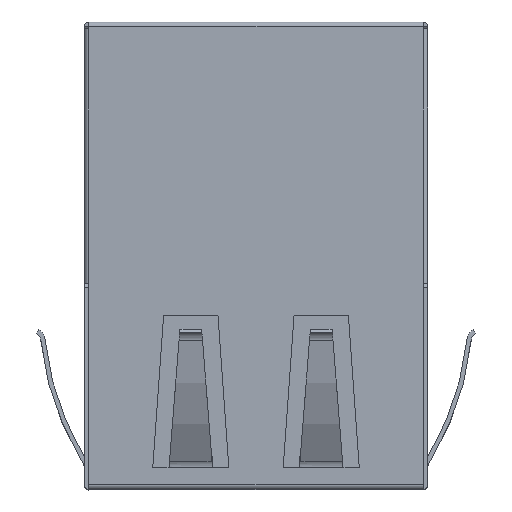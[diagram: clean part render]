
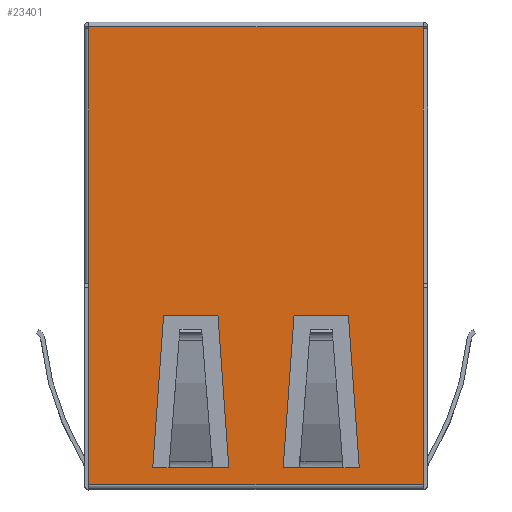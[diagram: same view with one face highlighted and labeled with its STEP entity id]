
A CAD part, top view. The second image highlights one B-rep face of the part: STEP entity #23401.
In plain terms, the highlighted planar face has unit normal (0, 0, 1).
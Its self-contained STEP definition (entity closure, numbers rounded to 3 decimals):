
#3377=ORIENTED_EDGE('',*,*,#7396,.F.);
#3378=ORIENTED_EDGE('',*,*,#7394,.F.);
#3379=ORIENTED_EDGE('',*,*,#7398,.F.);
#3380=ORIENTED_EDGE('',*,*,#7391,.F.);
#3381=ORIENTED_EDGE('',*,*,#7526,.F.);
#3382=ORIENTED_EDGE('',*,*,#7534,.T.);
#3383=ORIENTED_EDGE('',*,*,#7151,.F.);
#3384=ORIENTED_EDGE('',*,*,#7154,.F.);
#3385=ORIENTED_EDGE('',*,*,#7583,.F.);
#3386=ORIENTED_EDGE('',*,*,#7584,.F.);
#3387=ORIENTED_EDGE('',*,*,#7148,.F.);
#3388=ORIENTED_EDGE('',*,*,#7155,.F.);
#3389=ORIENTED_EDGE('',*,*,#7166,.T.);
#3390=ORIENTED_EDGE('',*,*,#7585,.F.);
#3391=ORIENTED_EDGE('',*,*,#7176,.T.);
#3392=ORIENTED_EDGE('',*,*,#7586,.T.);
#3393=ORIENTED_EDGE('',*,*,#7219,.T.);
#3394=ORIENTED_EDGE('',*,*,#7496,.T.);
#3395=ORIENTED_EDGE('',*,*,#7491,.T.);
#3396=ORIENTED_EDGE('',*,*,#7587,.F.);
#3397=ORIENTED_EDGE('',*,*,#7419,.F.);
#3398=ORIENTED_EDGE('',*,*,#7520,.F.);
#3399=ORIENTED_EDGE('',*,*,#7409,.T.);
#3400=ORIENTED_EDGE('',*,*,#7518,.F.);
#3401=ORIENTED_EDGE('',*,*,#7512,.T.);
#3402=ORIENTED_EDGE('',*,*,#7588,.F.);
#7148=EDGE_CURVE('',#9408,#9409,#11094,.T.);
#7151=EDGE_CURVE('',#9410,#9411,#11097,.T.);
#7154=EDGE_CURVE('',#9372,#9410,#11100,.T.);
#7155=EDGE_CURVE('',#9411,#9408,#11101,.T.);
#7166=EDGE_CURVE('',#9420,#9419,#11111,.T.);
#7176=EDGE_CURVE('',#9426,#9425,#11120,.T.);
#7219=EDGE_CURVE('',#9455,#9454,#11153,.T.);
#7391=EDGE_CURVE('',#9584,#9585,#11277,.T.);
#7394=EDGE_CURVE('',#9586,#9587,#11280,.T.);
#7396=EDGE_CURVE('',#9587,#9536,#11282,.T.);
#7398=EDGE_CURVE('',#9585,#9586,#11284,.T.);
#7409=EDGE_CURVE('',#9596,#9595,#11294,.T.);
#7419=EDGE_CURVE('',#9601,#9602,#11303,.T.);
#7491=EDGE_CURVE('',#9649,#9648,#11361,.T.);
#7496=EDGE_CURVE('',#9454,#9649,#11366,.T.);
#7512=EDGE_CURVE('',#9653,#9652,#11377,.T.);
#7518=EDGE_CURVE('',#9653,#9595,#11382,.T.);
#7520=EDGE_CURVE('',#9596,#9601,#11384,.T.);
#7526=EDGE_CURVE('',#9539,#9584,#11390,.T.);
#7534=EDGE_CURVE('',#9539,#9536,#11396,.T.);
#7583=EDGE_CURVE('',#9384,#9372,#11441,.T.);
#7584=EDGE_CURVE('',#9409,#9384,#11442,.T.);
#7585=EDGE_CURVE('',#9426,#9419,#11443,.T.);
#7586=EDGE_CURVE('',#9425,#9455,#11444,.T.);
#7587=EDGE_CURVE('',#9602,#9648,#11445,.T.);
#7588=EDGE_CURVE('',#9420,#9652,#11446,.T.);
#9372=VERTEX_POINT('',#32464);
#9384=VERTEX_POINT('',#32491);
#9408=VERTEX_POINT('',#32570);
#9409=VERTEX_POINT('',#32572);
#9410=VERTEX_POINT('',#32576);
#9411=VERTEX_POINT('',#32578);
#9419=VERTEX_POINT('',#32606);
#9420=VERTEX_POINT('',#32608);
#9425=VERTEX_POINT('',#32626);
#9426=VERTEX_POINT('',#32628);
#9454=VERTEX_POINT('',#32713);
#9455=VERTEX_POINT('',#32715);
#9536=VERTEX_POINT('',#32923);
#9539=VERTEX_POINT('',#32932);
#9584=VERTEX_POINT('',#33069);
#9585=VERTEX_POINT('',#33071);
#9586=VERTEX_POINT('',#33075);
#9587=VERTEX_POINT('',#33077);
#9595=VERTEX_POINT('',#33105);
#9596=VERTEX_POINT('',#33107);
#9601=VERTEX_POINT('',#33125);
#9602=VERTEX_POINT('',#33127);
#9648=VERTEX_POINT('',#33267);
#9649=VERTEX_POINT('',#33269);
#9652=VERTEX_POINT('',#33300);
#9653=VERTEX_POINT('',#33302);
#11094=LINE('',#32571,#13210);
#11097=LINE('',#32577,#13213);
#11100=LINE('',#32582,#13216);
#11101=LINE('',#32584,#13217);
#11111=LINE('',#32607,#13227);
#11120=LINE('',#32627,#13236);
#11153=LINE('',#32714,#13269);
#11277=LINE('',#33070,#13393);
#11280=LINE('',#33076,#13396);
#11282=LINE('',#33080,#13398);
#11284=LINE('',#33083,#13400);
#11294=LINE('',#33106,#13410);
#11303=LINE('',#33126,#13419);
#11361=LINE('',#33268,#13477);
#11366=LINE('',#33278,#13482);
#11377=LINE('',#33301,#13493);
#11382=LINE('',#33313,#13498);
#11384=LINE('',#33316,#13500);
#11390=LINE('',#33327,#13506);
#11396=LINE('',#33340,#13512);
#11441=LINE('',#33429,#13557);
#11442=LINE('',#33430,#13558);
#11443=LINE('',#33431,#13559);
#11444=LINE('',#33432,#13560);
#11445=LINE('',#33433,#13561);
#11446=LINE('',#33434,#13562);
#13210=VECTOR('',#27370,1000.);
#13213=VECTOR('',#27375,1000.);
#13216=VECTOR('',#27380,1000.);
#13217=VECTOR('',#27383,1000.);
#13227=VECTOR('',#27403,1000.);
#13236=VECTOR('',#27422,1000.);
#13269=VECTOR('',#27505,1000.);
#13393=VECTOR('',#27825,1000.);
#13396=VECTOR('',#27830,1000.);
#13398=VECTOR('',#27834,1000.);
#13400=VECTOR('',#27838,1000.);
#13410=VECTOR('',#27858,1000.);
#13419=VECTOR('',#27877,1000.);
#13477=VECTOR('',#28009,1000.);
#13482=VECTOR('',#28018,1000.);
#13493=VECTOR('',#28051,1000.);
#13498=VECTOR('',#28064,1000.);
#13500=VECTOR('',#28068,1000.);
#13506=VECTOR('',#28084,1000.);
#13512=VECTOR('',#28104,1000.);
#13557=VECTOR('',#28231,1000.);
#13558=VECTOR('',#28232,1000.);
#13559=VECTOR('',#28233,1000.);
#13560=VECTOR('',#28234,1000.);
#13561=VECTOR('',#28235,1000.);
#13562=VECTOR('',#28236,1000.);
#14777=EDGE_LOOP('',(#3377,#3378,#3379,#3380,#3381,#3382));
#14778=EDGE_LOOP('',(#3383,#3384,#3385,#3386,#3387,#3388));
#14779=EDGE_LOOP('',(#3389,#3390,#3391,#3392,#3393,#3394,#3395,#3396,#3397,
#3398,#3399,#3400,#3401,#3402));
#15715=FACE_BOUND('',#14777,.T.);
#15716=FACE_BOUND('',#14778,.T.);
#15717=FACE_BOUND('',#14779,.T.);
#16484=PLANE('',#24629);
#23401=ADVANCED_FACE('',(#15715,#15716,#15717),#16484,.F.);
#24629=AXIS2_PLACEMENT_3D('',#33428,#28229,#28230);
#27370=DIRECTION('',(0.071,0.997,0.));
#27375=DIRECTION('',(0.071,-0.997,0.));
#27380=DIRECTION('',(-1.,0.,0.));
#27383=DIRECTION('',(1.,0.,0.));
#27403=DIRECTION('',(0.,1.,0.));
#27422=DIRECTION('',(1.,0.,0.));
#27505=DIRECTION('',(-1.,0.,0.));
#27825=DIRECTION('',(0.071,-0.997,0.));
#27830=DIRECTION('',(0.071,0.997,0.));
#27834=DIRECTION('',(-1.,0.,0.));
#27838=DIRECTION('',(1.,0.,0.));
#27858=DIRECTION('',(0.,-1.,0.));
#27877=DIRECTION('',(-1.,0.,0.));
#28009=DIRECTION('',(-1.,0.,0.));
#28018=DIRECTION('',(-1.,0.,0.));
#28051=DIRECTION('',(1.,0.,0.));
#28064=DIRECTION('',(0.,1.,0.));
#28068=DIRECTION('',(0.,1.,0.));
#28084=DIRECTION('',(-1.,0.,0.));
#28104=DIRECTION('',(1.,0.,0.));
#28229=DIRECTION('',(0.,0.,-1.));
#28230=DIRECTION('',(0.,1.,0.));
#28231=DIRECTION('',(-1.,0.,0.));
#28232=DIRECTION('',(-1.,0.,0.));
#28233=DIRECTION('',(0.,-1.,0.));
#28234=DIRECTION('',(0.,1.,0.));
#28235=DIRECTION('',(0.,1.,0.));
#28236=DIRECTION('',(0.,-1.,0.));
#32464=CARTESIAN_POINT('',(-3.985,17.59,6.94));
#32491=CARTESIAN_POINT('',(-1.985,17.59,6.94));
#32570=CARTESIAN_POINT('',(-1.735,10.59,6.94));
#32571=CARTESIAN_POINT('',(-1.735,10.59,6.94));
#32572=CARTESIAN_POINT('',(-1.235,17.59,6.94));
#32576=CARTESIAN_POINT('',(-4.735,17.59,6.94));
#32577=CARTESIAN_POINT('',(-4.735,17.59,6.94));
#32578=CARTESIAN_POINT('',(-4.235,10.59,6.94));
#32582=CARTESIAN_POINT('',(-1.235,17.59,6.94));
#32584=CARTESIAN_POINT('',(-4.235,10.59,6.94));
#32606=CARTESIAN_POINT('',(7.705,9.12,6.94));
#32607=CARTESIAN_POINT('',(7.705,-2.6,6.94));
#32608=CARTESIAN_POINT('',(7.705,-2.6,6.94));
#32626=CARTESIAN_POINT('',(7.715,10.12,6.94));
#32627=CARTESIAN_POINT('',(7.715,10.12,6.94));
#32628=CARTESIAN_POINT('',(7.705,10.12,6.94));
#32713=CARTESIAN_POINT('',(7.705,18.38,6.94));
#32714=CARTESIAN_POINT('',(7.715,18.38,6.94));
#32715=CARTESIAN_POINT('',(7.715,18.38,6.94));
#32923=CARTESIAN_POINT('',(4.015,17.59,6.94));
#32932=CARTESIAN_POINT('',(2.015,17.59,6.94));
#33069=CARTESIAN_POINT('',(1.265,17.59,6.94));
#33070=CARTESIAN_POINT('',(1.265,17.59,6.94));
#33071=CARTESIAN_POINT('',(1.765,10.59,6.94));
#33075=CARTESIAN_POINT('',(4.265,10.59,6.94));
#33076=CARTESIAN_POINT('',(4.265,10.59,6.94));
#33077=CARTESIAN_POINT('',(4.765,17.59,6.94));
#33080=CARTESIAN_POINT('',(4.765,17.59,6.94));
#33083=CARTESIAN_POINT('',(1.765,10.59,6.94));
#33105=CARTESIAN_POINT('',(-7.675,-2.6,6.94));
#33106=CARTESIAN_POINT('',(-7.675,9.12,6.94));
#33107=CARTESIAN_POINT('',(-7.675,9.12,6.94));
#33125=CARTESIAN_POINT('',(-7.675,10.12,6.94));
#33126=CARTESIAN_POINT('',(-7.685,10.12,6.94));
#33127=CARTESIAN_POINT('',(-7.685,10.12,6.94));
#33267=CARTESIAN_POINT('',(-7.685,18.38,6.94));
#33268=CARTESIAN_POINT('',(7.715,18.38,6.94));
#33269=CARTESIAN_POINT('',(-7.675,18.38,6.94));
#33278=CARTESIAN_POINT('',(7.715,18.38,6.94));
#33300=CARTESIAN_POINT('',(7.705,-2.7,6.94));
#33301=CARTESIAN_POINT('',(7.715,-2.7,6.94));
#33302=CARTESIAN_POINT('',(-7.675,-2.7,6.94));
#33313=CARTESIAN_POINT('',(-7.675,10.12,6.94));
#33316=CARTESIAN_POINT('',(-7.675,10.12,6.94));
#33327=CARTESIAN_POINT('',(4.765,17.59,6.94));
#33340=CARTESIAN_POINT('',(2.015,17.59,6.94));
#33428=CARTESIAN_POINT('',(7.715,18.39,6.94));
#33429=CARTESIAN_POINT('',(-1.985,17.59,6.94));
#33430=CARTESIAN_POINT('',(-1.235,17.59,6.94));
#33431=CARTESIAN_POINT('',(7.705,-3.6,6.94));
#33432=CARTESIAN_POINT('',(7.715,18.39,6.94));
#33433=CARTESIAN_POINT('',(-7.685,18.39,6.94));
#33434=CARTESIAN_POINT('',(7.705,-3.6,6.94));
